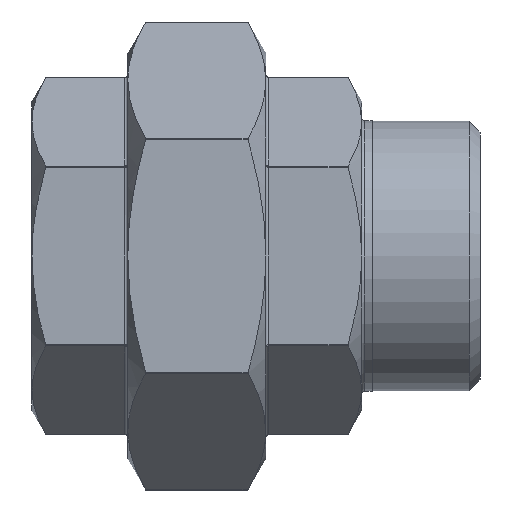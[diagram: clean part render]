
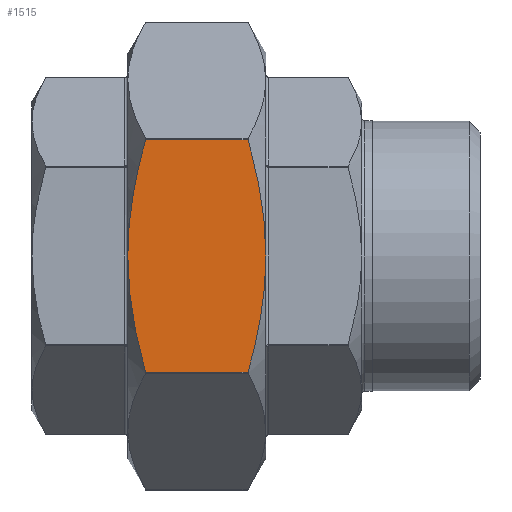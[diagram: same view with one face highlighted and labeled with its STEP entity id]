
A CAD part, left-side view. The second image highlights one B-rep face of the part: STEP entity #1515.
In plain terms, the highlighted planar face has unit normal (-1, 0, 0).
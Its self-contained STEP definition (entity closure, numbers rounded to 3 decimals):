
#97=(
BOUNDED_CURVE()
B_SPLINE_CURVE(2,(#2351,#2352,#2353),.UNSPECIFIED.,.F.,.F.)
B_SPLINE_CURVE_WITH_KNOTS((3,3),(0.85,3.067),
 .UNSPECIFIED.)
CURVE()
GEOMETRIC_REPRESENTATION_ITEM()
RATIONAL_B_SPLINE_CURVE((1.029,1.052,1.))
REPRESENTATION_ITEM('')
);
#98=(
BOUNDED_CURVE()
B_SPLINE_CURVE(2,(#2355,#2356,#2357),.UNSPECIFIED.,.F.,.F.)
B_SPLINE_CURVE_WITH_KNOTS((3,3),(3.067,5.284),
 .UNSPECIFIED.)
CURVE()
GEOMETRIC_REPRESENTATION_ITEM()
RATIONAL_B_SPLINE_CURVE((1.,1.052,1.029))
REPRESENTATION_ITEM('')
);
#99=(
BOUNDED_CURVE()
B_SPLINE_CURVE(2,(#2361,#2362,#2363),.UNSPECIFIED.,.F.,.F.)
B_SPLINE_CURVE_WITH_KNOTS((3,3),(0.85,3.067),
 .UNSPECIFIED.)
CURVE()
GEOMETRIC_REPRESENTATION_ITEM()
RATIONAL_B_SPLINE_CURVE((1.029,1.052,1.))
REPRESENTATION_ITEM('')
);
#100=(
BOUNDED_CURVE()
B_SPLINE_CURVE(2,(#2364,#2365,#2366),.UNSPECIFIED.,.F.,.F.)
B_SPLINE_CURVE_WITH_KNOTS((3,3),(3.067,5.284),
 .UNSPECIFIED.)
CURVE()
GEOMETRIC_REPRESENTATION_ITEM()
RATIONAL_B_SPLINE_CURVE((1.,1.052,1.029))
REPRESENTATION_ITEM('')
);
#143=LINE('',#2348,#203);
#144=LINE('',#2359,#204);
#203=VECTOR('',#1843,18.169);
#204=VECTOR('',#1846,18.169);
#324=PLANE('',#1633);
#384=FACE_OUTER_BOUND('',#498,.T.);
#498=EDGE_LOOP('',(#1078,#1079,#1080,#1081,#1082,#1083));
#699=VERTEX_POINT('',#2326);
#700=VERTEX_POINT('',#2337);
#701=VERTEX_POINT('',#2350);
#702=VERTEX_POINT('',#2354);
#703=VERTEX_POINT('',#2358);
#704=VERTEX_POINT('',#2360);
#845=EDGE_CURVE('',#700,#699,#143,.T.);
#846=EDGE_CURVE('',#700,#701,#97,.T.);
#847=EDGE_CURVE('',#701,#702,#98,.T.);
#848=EDGE_CURVE('',#703,#702,#144,.T.);
#849=EDGE_CURVE('',#703,#704,#99,.T.);
#850=EDGE_CURVE('',#704,#699,#100,.T.);
#1078=ORIENTED_EDGE('',*,*,#845,.F.);
#1079=ORIENTED_EDGE('',*,*,#846,.T.);
#1080=ORIENTED_EDGE('',*,*,#847,.T.);
#1081=ORIENTED_EDGE('',*,*,#848,.F.);
#1082=ORIENTED_EDGE('',*,*,#849,.T.);
#1083=ORIENTED_EDGE('',*,*,#850,.T.);
#1515=ADVANCED_FACE('',(#384),#324,.T.);
#1633=AXIS2_PLACEMENT_3D('',#2349,#1844,#1845);
#1843=DIRECTION('',(0.,1.,0.));
#1844=DIRECTION('center_axis',(-1.,0.,0.));
#1845=DIRECTION('ref_axis',(0.,0.,1.));
#1846=DIRECTION('',(0.,-1.,0.));
#2326=CARTESIAN_POINT('',(-36.,9.084,-20.611));
#2337=CARTESIAN_POINT('',(-36.,-9.084,-20.611));
#2348=CARTESIAN_POINT('',(-36.,0.,-20.611));
#2349=CARTESIAN_POINT('Origin',(-36.,0.,-20.785));
#2350=CARTESIAN_POINT('',(-36.,-12.25,0.));
#2351=CARTESIAN_POINT('Ctrl Pts',(-36.,-9.084,-20.611));
#2352=CARTESIAN_POINT('Ctrl Pts',(-36.,-12.25,-9.576));
#2353=CARTESIAN_POINT('Ctrl Pts',(-36.,-12.25,0.));
#2354=CARTESIAN_POINT('',(-36.,-9.084,20.611));
#2355=CARTESIAN_POINT('Ctrl Pts',(-36.,-12.25,0.));
#2356=CARTESIAN_POINT('Ctrl Pts',(-36.,-12.25,9.576));
#2357=CARTESIAN_POINT('Ctrl Pts',(-36.,-9.084,20.611));
#2358=CARTESIAN_POINT('',(-36.,9.084,20.611));
#2359=CARTESIAN_POINT('',(-36.,0.,20.611));
#2360=CARTESIAN_POINT('',(-36.,12.25,0.));
#2361=CARTESIAN_POINT('Ctrl Pts',(-36.,9.084,20.611));
#2362=CARTESIAN_POINT('Ctrl Pts',(-36.,12.25,9.576));
#2363=CARTESIAN_POINT('Ctrl Pts',(-36.,12.25,0.));
#2364=CARTESIAN_POINT('Ctrl Pts',(-36.,12.25,0.));
#2365=CARTESIAN_POINT('Ctrl Pts',(-36.,12.25,-9.576));
#2366=CARTESIAN_POINT('Ctrl Pts',(-36.,9.084,-20.611));
